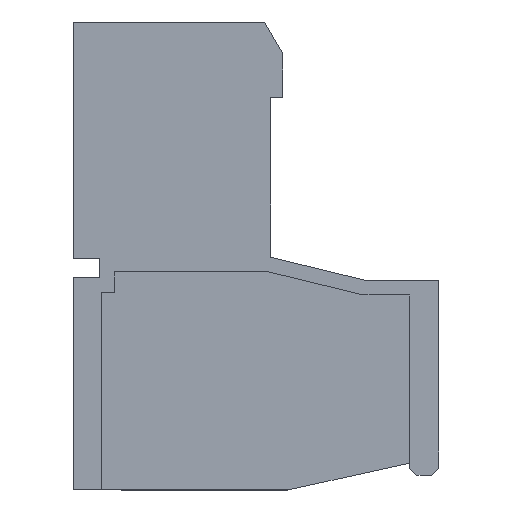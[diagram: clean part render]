
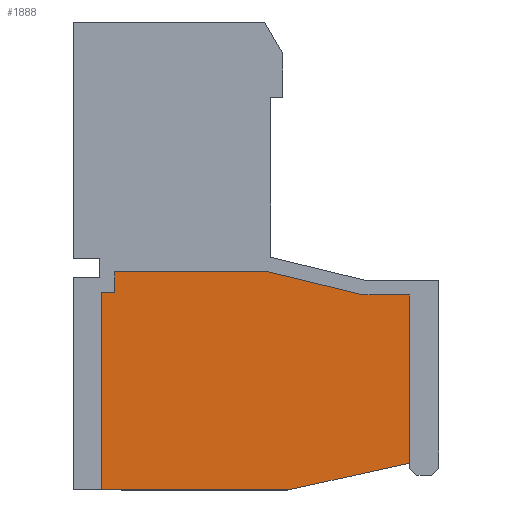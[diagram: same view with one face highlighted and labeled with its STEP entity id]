
A CAD part, left-side view. The second image highlights one B-rep face of the part: STEP entity #1888.
In plain terms, the highlighted planar face has unit normal (-1, 0, 0).
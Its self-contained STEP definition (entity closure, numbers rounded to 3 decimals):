
#1888 = ADVANCED_FACE( '', ( #4661 ), #4662, .F. );
#4661 = FACE_OUTER_BOUND( '', #8687, .T. );
#4662 = PLANE( '', #8688 );
#8687 = EDGE_LOOP( '', ( #13304, #13305, #13306, #13307, #13308, #13309, #13310, #13311, #13312 ) );
#8688 = AXIS2_PLACEMENT_3D( '', #13313, #13314, #13315 );
#13304 = ORIENTED_EDGE( '', *, *, #24667, .F. );
#13305 = ORIENTED_EDGE( '', *, *, #24668, .F. );
#13306 = ORIENTED_EDGE( '', *, *, #24669, .F. );
#13307 = ORIENTED_EDGE( '', *, *, #24670, .F. );
#13308 = ORIENTED_EDGE( '', *, *, #24671, .F. );
#13309 = ORIENTED_EDGE( '', *, *, #24672, .F. );
#13310 = ORIENTED_EDGE( '', *, *, #24673, .F. );
#13311 = ORIENTED_EDGE( '', *, *, #24298, .F. );
#13312 = ORIENTED_EDGE( '', *, *, #24674, .F. );
#13313 = CARTESIAN_POINT( '', ( -44.91, 0., 0. ) );
#13314 = DIRECTION( '', ( 1., 0., 0. ) );
#13315 = DIRECTION( '', ( 0., 0., -1. ) );
#24298 = EDGE_CURVE( '', #29072, #29073, #29074, .T. );
#24667 = EDGE_CURVE( '', #29725, #29726, #29727, .T. );
#24668 = EDGE_CURVE( '', #29728, #29725, #29729, .T. );
#24669 = EDGE_CURVE( '', #29730, #29728, #29731, .T. );
#24670 = EDGE_CURVE( '', #29732, #29730, #29733, .T. );
#24671 = EDGE_CURVE( '', #29734, #29732, #29735, .T. );
#24672 = EDGE_CURVE( '', #29736, #29734, #29737, .T. );
#24673 = EDGE_CURVE( '', #29073, #29736, #29738, .T. );
#24674 = EDGE_CURVE( '', #29726, #29072, #29739, .T. );
#29072 = VERTEX_POINT( '', #36067 );
#29073 = VERTEX_POINT( '', #36068 );
#29074 = LINE( '', #36069, #36070 );
#29725 = VERTEX_POINT( '', #37007 );
#29726 = VERTEX_POINT( '', #37008 );
#29727 = LINE( '', #37009, #37010 );
#29728 = VERTEX_POINT( '', #37011 );
#29729 = LINE( '', #37012, #37013 );
#29730 = VERTEX_POINT( '', #37014 );
#29731 = LINE( '', #37015, #37016 );
#29732 = VERTEX_POINT( '', #37017 );
#29733 = LINE( '', #37018, #37019 );
#29734 = VERTEX_POINT( '', #37020 );
#29735 = LINE( '', #37021, #37022 );
#29736 = VERTEX_POINT( '', #37023 );
#29737 = LINE( '', #37024, #37025 );
#29738 = LINE( '', #37026, #37027 );
#29739 = LINE( '', #37028, #37029 );
#36067 = CARTESIAN_POINT( '', ( -44.91, -4.875, -9.55 ) );
#36068 = CARTESIAN_POINT( '', ( -44.91, 2.775, -9.55 ) );
#36069 = CARTESIAN_POINT( '', ( -44.91, -4.875, -9.55 ) );
#36070 = VECTOR( '', #45673, 1000. );
#37007 = CARTESIAN_POINT( '', ( -44.91, -9.875, -1.55 ) );
#37008 = CARTESIAN_POINT( '', ( -44.91, -9.875, -8.45 ) );
#37009 = CARTESIAN_POINT( '', ( -44.91, -9.875, -1.55 ) );
#37010 = VECTOR( '', #46005, 1000. );
#37011 = CARTESIAN_POINT( '', ( -44.91, -8.003, -1.55 ) );
#37012 = CARTESIAN_POINT( '', ( -44.91, -8.003, -1.55 ) );
#37013 = VECTOR( '', #46006, 1000. );
#37014 = CARTESIAN_POINT( '', ( -44.91, -4.103, -0.6 ) );
#37015 = CARTESIAN_POINT( '', ( -44.91, -4.103, -0.6 ) );
#37016 = VECTOR( '', #46007, 1000. );
#37017 = CARTESIAN_POINT( '', ( -44.91, 2.225, -0.6 ) );
#37018 = CARTESIAN_POINT( '', ( -44.91, 2.225, -0.6 ) );
#37019 = VECTOR( '', #46008, 1000. );
#37020 = CARTESIAN_POINT( '', ( -44.91, 2.225, -1.45 ) );
#37021 = CARTESIAN_POINT( '', ( -44.91, 2.225, -1.45 ) );
#37022 = VECTOR( '', #46009, 1000. );
#37023 = CARTESIAN_POINT( '', ( -44.91, 2.775, -1.45 ) );
#37024 = CARTESIAN_POINT( '', ( -44.91, 2.775, -1.45 ) );
#37025 = VECTOR( '', #46010, 1000. );
#37026 = CARTESIAN_POINT( '', ( -44.91, 2.775, -9.55 ) );
#37027 = VECTOR( '', #46011, 1000. );
#37028 = CARTESIAN_POINT( '', ( -44.91, -9.875, -8.45 ) );
#37029 = VECTOR( '', #46012, 1000. );
#45673 = DIRECTION( '', ( 0., 1., 0. ) );
#46005 = DIRECTION( '', ( 0., 0., -1. ) );
#46006 = DIRECTION( '', ( 0., -1., 0. ) );
#46007 = DIRECTION( '', ( 0., -0.972, -0.237 ) );
#46008 = DIRECTION( '', ( 0., -1., 0. ) );
#46009 = DIRECTION( '', ( 0., 0., 1. ) );
#46010 = DIRECTION( '', ( 0., -1., 0. ) );
#46011 = DIRECTION( '', ( 0., 0., 1. ) );
#46012 = DIRECTION( '', ( 0., 0.977, -0.215 ) );
